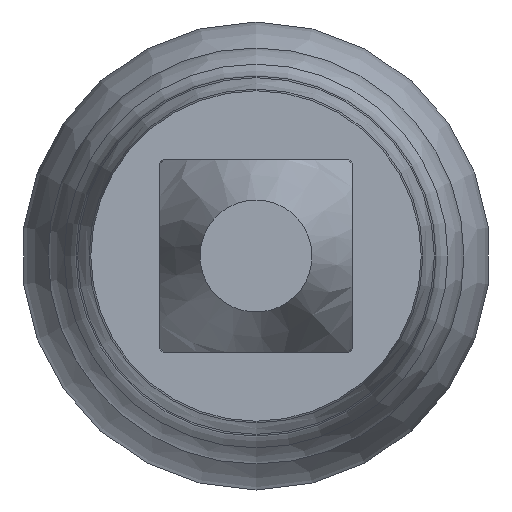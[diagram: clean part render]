
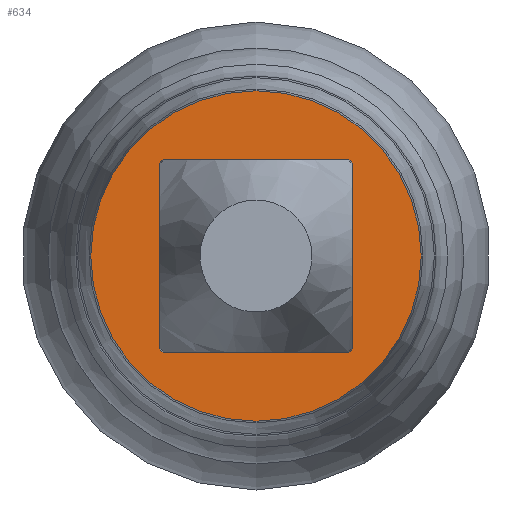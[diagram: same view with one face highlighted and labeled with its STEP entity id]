
A CAD part, left-side view. The second image highlights one B-rep face of the part: STEP entity #634.
In plain terms, the highlighted planar face has unit normal (-1, 0, 0).
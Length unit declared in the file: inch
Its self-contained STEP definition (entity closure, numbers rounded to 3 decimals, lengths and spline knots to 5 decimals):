
#16 = CIRCLE ( 'NONE', #1040, 0.0005 ) ;
#20 = AXIS2_PLACEMENT_3D ( 'NONE', #888, #602, #335 ) ;
#26 = VERTEX_POINT ( 'NONE', #812 ) ;
#54 = ORIENTED_EDGE ( 'NONE', *, *, #357, .T. ) ;
#65 = CARTESIAN_POINT ( 'NONE',  ( 0., 0.01153, -0.01153 ) ) ;
#81 = CARTESIAN_POINT ( 'NONE',  ( 0., -0.01203, 0. ) ) ;
#102 = EDGE_CURVE ( 'NONE', #1076, #1075, #276, .T. ) ;
#106 = CARTESIAN_POINT ( 'NONE',  ( 0., 0., 0.02065 ) ) ;
#125 = EDGE_LOOP ( 'NONE', ( #622, #132, #274, #686, #610, #182, #792, #537 ) ) ;
#129 = CARTESIAN_POINT ( 'NONE',  ( 0., 0.02065, 0.01203 ) ) ;
#132 = ORIENTED_EDGE ( 'NONE', *, *, #314, .F. ) ;
#133 = DIRECTION ( 'NONE',  ( 1., 0., 0. ) ) ;
#147 = CARTESIAN_POINT ( 'NONE',  ( 0., 0.01153, -0.01203 ) ) ;
#153 = VERTEX_POINT ( 'NONE', #829 ) ;
#164 = CARTESIAN_POINT ( 'NONE',  ( 0., -0.01203, -0.01153 ) ) ;
#182 = ORIENTED_EDGE ( 'NONE', *, *, #1101, .F. ) ;
#185 = DIRECTION ( 'NONE',  ( -1., 0., 0. ) ) ;
#209 = VECTOR ( 'NONE', #810, 39.37008 ) ;
#226 = LINE ( 'NONE', #317, #752 ) ;
#254 = EDGE_CURVE ( 'NONE', #435, #802, #1024, .T. ) ;
#264 = VERTEX_POINT ( 'NONE', #667 ) ;
#274 = ORIENTED_EDGE ( 'NONE', *, *, #254, .F. ) ;
#276 = CIRCLE ( 'NONE', #1170, 0.0005 ) ;
#314 = EDGE_CURVE ( 'NONE', #802, #264, #226, .T. ) ;
#317 = CARTESIAN_POINT ( 'NONE',  ( 0., 0.01203, 0. ) ) ;
#335 = DIRECTION ( 'NONE',  ( 0., 0., 1. ) ) ;
#356 = DIRECTION ( 'NONE',  ( 0., 0., -1. ) ) ;
#357 = EDGE_CURVE ( 'NONE', #638, #638, #704, .T. ) ;
#404 = CARTESIAN_POINT ( 'NONE',  ( 0., 0.01153, 0.01203 ) ) ;
#411 = DIRECTION ( 'NONE',  ( -1., 0., 0. ) ) ;
#419 = VECTOR ( 'NONE', #573, 39.37008 ) ;
#435 = VERTEX_POINT ( 'NONE', #404 ) ;
#445 = DIRECTION ( 'NONE',  ( 0., 0., -1. ) ) ;
#451 = DIRECTION ( 'NONE',  ( 0., 0., -1. ) ) ;
#452 = DIRECTION ( 'NONE',  ( 0., -1., 0. ) ) ;
#495 = FACE_OUTER_BOUND ( 'NONE', #499, .T. ) ;
#497 = EDGE_CURVE ( 'NONE', #992, #1076, #717, .T. ) ;
#499 = EDGE_LOOP ( 'NONE', ( #54 ) ) ;
#517 = AXIS2_PLACEMENT_3D ( 'NONE', #545, #185, #445 ) ;
#537 = ORIENTED_EDGE ( 'NONE', *, *, #497, .F. ) ;
#545 = CARTESIAN_POINT ( 'NONE',  ( 0., -0.01153, 0.01153 ) ) ;
#566 = VECTOR ( 'NONE', #452, 39.37008 ) ;
#573 = DIRECTION ( 'NONE',  ( 0., 1., 0. ) ) ;
#597 = CARTESIAN_POINT ( 'NONE',  ( 0., 0.01153, 0.01153 ) ) ;
#602 = DIRECTION ( 'NONE',  ( -1., 0., 0. ) ) ;
#610 = ORIENTED_EDGE ( 'NONE', *, *, #1055, .F. ) ;
#617 = LINE ( 'NONE', #81, #209 ) ;
#622 = ORIENTED_EDGE ( 'NONE', *, *, #1051, .F. ) ;
#624 = CARTESIAN_POINT ( 'NONE',  ( 0., 0.02065, -0.01203 ) ) ;
#631 = CARTESIAN_POINT ( 'NONE',  ( 0., -0.01153, -0.01153 ) ) ;
#634 = ADVANCED_FACE ( 'NONE', ( #495, #774 ), #826, .F. ) ;
#636 = DIRECTION ( 'NONE',  ( -1., 0., 0. ) ) ;
#638 = VERTEX_POINT ( 'NONE', #106 ) ;
#667 = CARTESIAN_POINT ( 'NONE',  ( 0., 0.01203, -0.01153 ) ) ;
#682 = DIRECTION ( 'NONE',  ( 0., 0., -1. ) ) ;
#686 = ORIENTED_EDGE ( 'NONE', *, *, #921, .F. ) ;
#704 = CIRCLE ( 'NONE', #20, 0.02065 ) ;
#717 = LINE ( 'NONE', #624, #566 ) ;
#728 = CIRCLE ( 'NONE', #517, 0.0005 ) ;
#752 = VECTOR ( 'NONE', #972, 39.37008 ) ;
#774 = FACE_BOUND ( 'NONE', #125, .T. ) ;
#792 = ORIENTED_EDGE ( 'NONE', *, *, #102, .F. ) ;
#802 = VERTEX_POINT ( 'NONE', #842 ) ;
#810 = DIRECTION ( 'NONE',  ( 0., 0., 1. ) ) ;
#812 = CARTESIAN_POINT ( 'NONE',  ( 0., -0.01203, 0.01153 ) ) ;
#826 = PLANE ( 'NONE',  #1022 ) ;
#829 = CARTESIAN_POINT ( 'NONE',  ( 0., -0.01153, 0.01203 ) ) ;
#842 = CARTESIAN_POINT ( 'NONE',  ( 0., 0.01203, 0.01153 ) ) ;
#858 = DIRECTION ( 'NONE',  ( 0., 0., -1. ) ) ;
#888 = CARTESIAN_POINT ( 'NONE',  ( 0., 0., 0. ) ) ;
#897 = CARTESIAN_POINT ( 'NONE',  ( 0., -0.01153, -0.01203 ) ) ;
#921 = EDGE_CURVE ( 'NONE', #153, #435, #944, .T. ) ;
#944 = LINE ( 'NONE', #129, #419 ) ;
#963 = AXIS2_PLACEMENT_3D ( 'NONE', #597, #411, #682 ) ;
#972 = DIRECTION ( 'NONE',  ( 0., 0., -1. ) ) ;
#992 = VERTEX_POINT ( 'NONE', #147 ) ;
#1022 = AXIS2_PLACEMENT_3D ( 'NONE', #1119, #133, #858 ) ;
#1024 = CIRCLE ( 'NONE', #963, 0.0005 ) ;
#1040 = AXIS2_PLACEMENT_3D ( 'NONE', #65, #636, #451 ) ;
#1051 = EDGE_CURVE ( 'NONE', #264, #992, #16, .T. ) ;
#1055 = EDGE_CURVE ( 'NONE', #26, #153, #728, .T. ) ;
#1075 = VERTEX_POINT ( 'NONE', #164 ) ;
#1076 = VERTEX_POINT ( 'NONE', #897 ) ;
#1101 = EDGE_CURVE ( 'NONE', #1075, #26, #617, .T. ) ;
#1119 = CARTESIAN_POINT ( 'NONE',  ( 0., 0.02065, 0. ) ) ;
#1167 = DIRECTION ( 'NONE',  ( -1., 0., 0. ) ) ;
#1170 = AXIS2_PLACEMENT_3D ( 'NONE', #631, #1167, #356 ) ;
